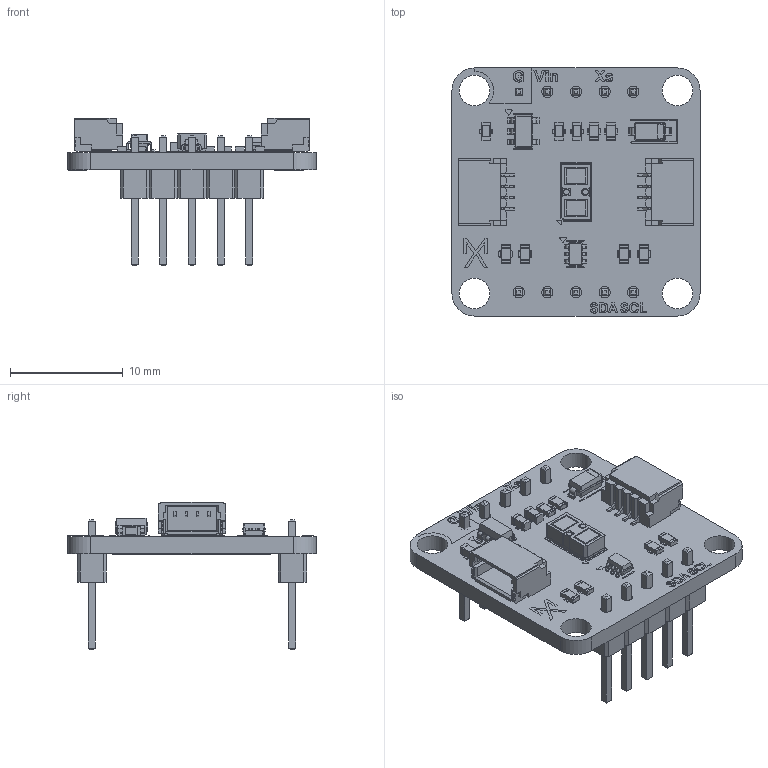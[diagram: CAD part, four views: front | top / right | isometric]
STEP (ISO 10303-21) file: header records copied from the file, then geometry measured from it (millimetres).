
FILE_DESCRIPTION(('KiCad electronic assembly'),'2;1');
FILE_NAME('AX22_0015.step','2025-12-08T13:57:21',('Pcbnew'),('Kicad'), 'Open CASCADE STEP processor 7.8','KiCad to STEP converter','Unknown' );
FILE_SCHEMA(('AUTOMOTIVE_DESIGN { 1 0 10303 214 1 1 1 1 }'));
Length unit declared in the file: millimetre
Products named in the file (11): AX22_0015 1; SM04B-SRSS-TB(LF)(SN)--3DModel-STEP-269445; R_0603_1608Metric; SOT-363_SC-70-6; C_0603_1608Metric; ST_VL53L1x; PinHeader_1x05_P2.54mm_Vertical; D_SOD-123; SOT-23-5; AX22_ToF_VL53L0CX_silkscreen; AX22_ToF_VL53L0CX_PCB
Assembly tree (19 placements, depth 2):
  AX22_0015 1
    SM04B-SRSS-TB(LF)(SN)--3DModel-STEP-269445  x2
    R_0603_1608Metric  x6
    SOT-363_SC-70-6
    C_0603_1608Metric  x3
    ST_VL53L1x
    PinHeader_1x05_P2.54mm_Vertical  x2
    D_SOD-123
    SOT-23-5
    AX22_ToF_VL53L0CX_silkscreen
    AX22_ToF_VL53L0CX_PCB
Bounding box: 22 x 22 x 13.11 mm (x, y, z)
Volume: 995.2 mm3; surface area: 2271 mm2
Topology: 47 solids, 121 shells, 1476 faces, 5149 edges, 3866 vertices
Faces by surface type: plane 1149, cylinder 242, bspline 85
Full cylindrical faces by diameter (mm): 0.5 x2, 0.7 x1, 0.85 x1, 1 x10, 2.7 x4
Entity records: 43983 total; most frequent: CARTESIAN_POINT 7973, DIRECTION 5907, ORIENTED_EDGE 5886, EDGE_CURVE 3725, LINE 3095, VECTOR 3095, VERTEX_POINT 2940, AXIS2_PLACEMENT_3D 1406
